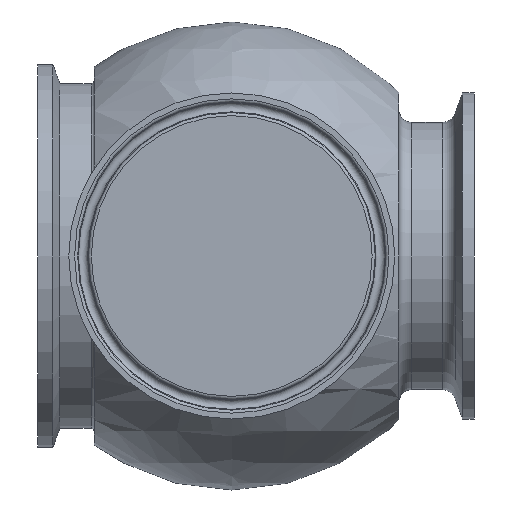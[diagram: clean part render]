
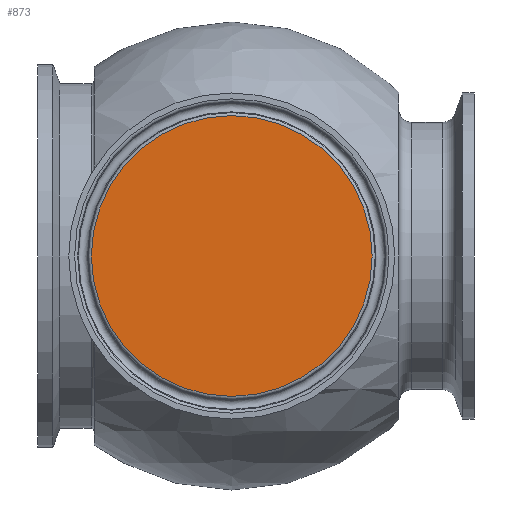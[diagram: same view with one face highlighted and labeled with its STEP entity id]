
A CAD part, left-side view. The second image highlights one B-rep face of the part: STEP entity #873.
In plain terms, the highlighted planar face has unit normal (-1, 0, 0).
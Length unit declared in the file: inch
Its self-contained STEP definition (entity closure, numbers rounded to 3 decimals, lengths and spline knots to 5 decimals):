
#33=PLANE('',#1051);
#141=FACE_OUTER_BOUND('',#192,.T.);
#192=EDGE_LOOP('',(#807,#808));
#283=CIRCLE('',#1019,1.31213);
#287=CIRCLE('',#1023,1.31213);
#385=VERTEX_POINT('',#1633);
#386=VERTEX_POINT('',#1634);
#512=EDGE_CURVE('',#385,#386,#283,.T.);
#516=EDGE_CURVE('',#386,#385,#287,.T.);
#807=ORIENTED_EDGE('',*,*,#512,.F.);
#808=ORIENTED_EDGE('',*,*,#516,.F.);
#873=ADVANCED_FACE('',(#141),#33,.F.);
#1019=AXIS2_PLACEMENT_3D('',#1635,#1320,#1321);
#1023=AXIS2_PLACEMENT_3D('',#1641,#1328,#1329);
#1051=AXIS2_PLACEMENT_3D('',#1690,#1389,#1390);
#1320=DIRECTION('center_axis',(1.,0.,0.));
#1321=DIRECTION('ref_axis',(0.,0.,
-1.));
#1328=DIRECTION('center_axis',(1.,0.,0.));
#1329=DIRECTION('ref_axis',(0.,0.,
-1.));
#1389=DIRECTION('center_axis',(1.,0.,0.));
#1390=DIRECTION('ref_axis',(0.,0.,-1.));
#1633=CARTESIAN_POINT('',(0.98263,4.6583,3.74913));
#1634=CARTESIAN_POINT('',(0.98263,4.6583,1.12487));
#1635=CARTESIAN_POINT('Origin',(0.98263,4.6583,2.437));
#1641=CARTESIAN_POINT('Origin',(0.98263,4.6583,2.437));
#1690=CARTESIAN_POINT('Origin',(0.98263,5.8433,2.437));
